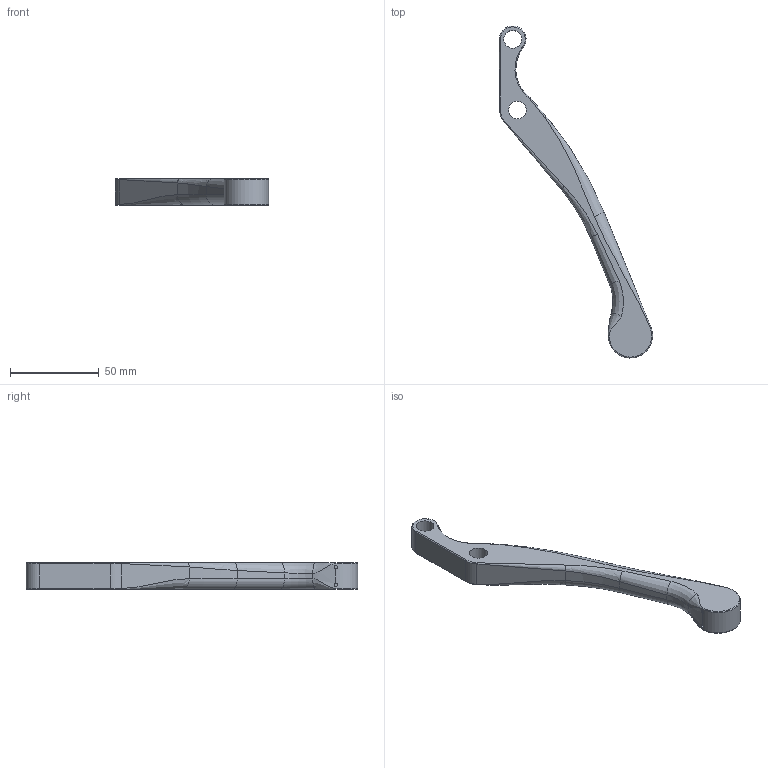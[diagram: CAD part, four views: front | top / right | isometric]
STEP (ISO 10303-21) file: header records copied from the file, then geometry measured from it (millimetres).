
FILE_DESCRIPTION(/* description */ ('STEP AP242','CAx-IF Rec.Pracs.---Representation and Presentation of Product Manufacturing Information (PMI)---4.0---2014-10-13','CAx-IF Rec.Pracs.---3D Tessellated Geometry---0.4---2014-09-14','2;1'),/* implementation_level */ '2;1');
FILE_NAME(/* name */ '66c63e244c2e2a4146ecea1f',/* time_stamp */ '2024-08-21T19:21:09Z',/* author */ (''),/* organization */ (''),/* preprocessor_version */ 'ST-DEVELOPER v20',/* originating_system */ ' ',/* authorisation */ ' ');
FILE_SCHEMA (('AP242_MANAGED_MODEL_BASED_3D_ENGINEERING_MIM_LF { 1 0 10303 442 1 1 4 }'));
Length unit declared in the file: metre
Products named in the file (1): lowerleg_v2
Bounding box: 86.33 x 187.1 x 15 mm (x, y, z)
Volume: 43869.9 mm3; surface area: 13004.5 mm2
Topology: 1 solids, 1 shells, 54 faces, 128 edges, 76 vertices
Faces by surface type: cylinder 19, bspline 12, torus 12, plane 11
Full cylindrical faces by diameter (mm): 1.75 x4, 10 x2
Entity records: 2581 total; most frequent: CARTESIAN_POINT 1465, ORIENTED_EDGE 236, DIRECTION 208, EDGE_CURVE 118, AXIS2_PLACEMENT_3D 91, VERTEX_POINT 72, EDGE_LOOP 64, FACE_BOUND 64
